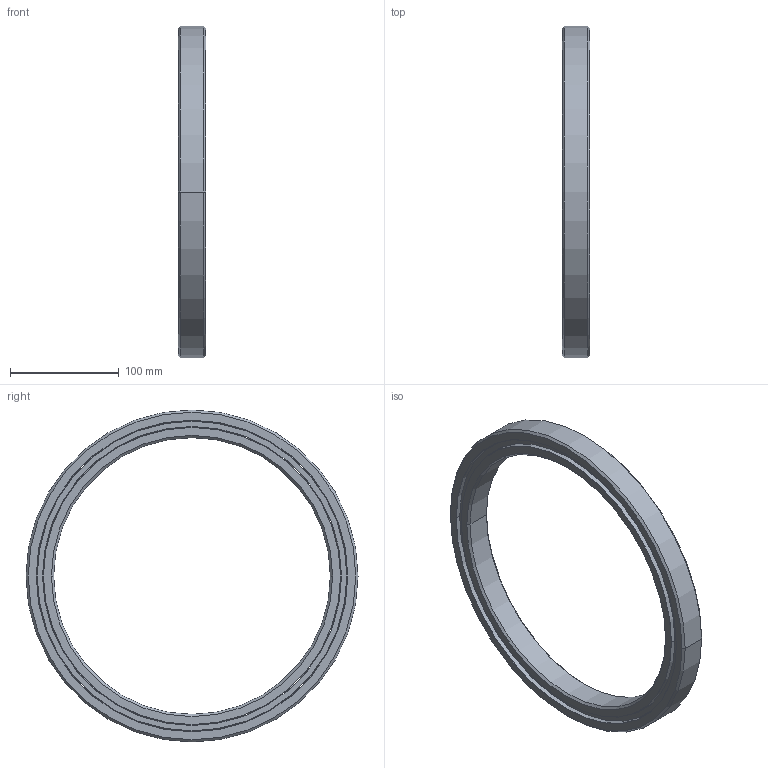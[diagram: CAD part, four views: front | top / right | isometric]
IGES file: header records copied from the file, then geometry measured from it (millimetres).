
Start section: TurboCAD 2024 Platinum 31.0, IMSIDesign, LLC
Global section: author: NULL; organization: NULL; date: 20240522.114720; units: inch
Bounding box: 25.4 x 304.8 x 304.8 mm (x, y, z)
Volume: 458191 mm3; surface area: 183312 mm2
Topology: 47 solids, 47 shells, 226 faces, 797 edges, 481 vertices
Faces by surface type: cylinder 104, revolution 100, cone 16, extrusion 6
